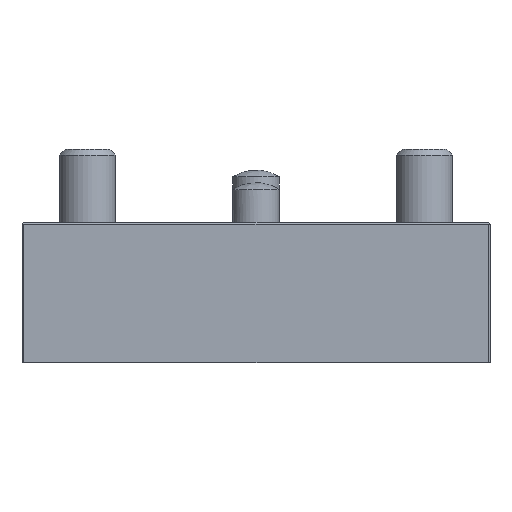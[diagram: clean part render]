
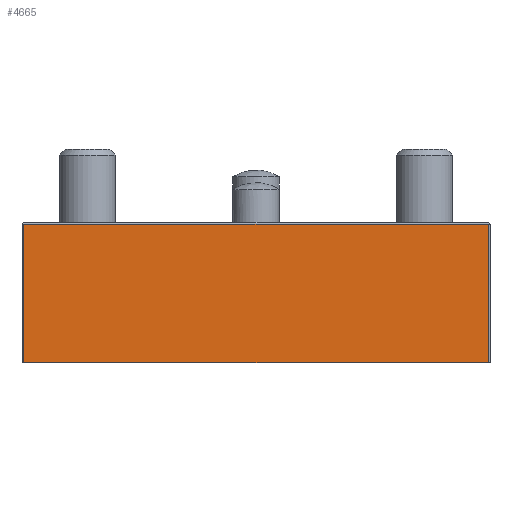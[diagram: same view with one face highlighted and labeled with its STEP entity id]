
A CAD part, left-side view. The second image highlights one B-rep face of the part: STEP entity #4665.
In plain terms, the highlighted planar face has unit normal (-1, 0, 0).
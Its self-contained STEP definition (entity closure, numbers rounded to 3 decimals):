
#271=LINE('',#7198,#504);
#272=LINE('',#7201,#505);
#273=LINE('',#7203,#506);
#274=LINE('',#7205,#507);
#504=VECTOR('',#5749,1000.);
#505=VECTOR('',#5750,1000.);
#506=VECTOR('',#5751,1000.);
#507=VECTOR('',#5752,1000.);
#621=PLANE('',#4963);
#1341=ORIENTED_EDGE('',*,*,#1883,.F.);
#1342=ORIENTED_EDGE('',*,*,#1884,.T.);
#1343=ORIENTED_EDGE('',*,*,#1885,.F.);
#1344=ORIENTED_EDGE('',*,*,#1886,.F.);
#1883=EDGE_CURVE('',#2194,#2195,#271,.T.);
#1884=EDGE_CURVE('',#2194,#2196,#272,.T.);
#1885=EDGE_CURVE('',#2197,#2196,#273,.F.);
#1886=EDGE_CURVE('',#2195,#2197,#274,.T.);
#2194=VERTEX_POINT('',#7199);
#2195=VERTEX_POINT('',#7200);
#2196=VERTEX_POINT('',#7202);
#2197=VERTEX_POINT('',#7204);
#2577=EDGE_LOOP('',(#1341,#1342,#1343,#1344));
#2882=FACE_BOUND('',#2577,.T.);
#4665=ADVANCED_FACE('',(#2882),#621,.T.);
#4963=AXIS2_PLACEMENT_3D('',#7197,#5747,#5748);
#5747=DIRECTION('',(-1.,0.,0.));
#5748=DIRECTION('',(0.,0.,1.));
#5749=DIRECTION('',(0.,0.,-1.));
#5750=DIRECTION('',(0.,1.,0.));
#5751=DIRECTION('',(0.,0.,-1.));
#5752=DIRECTION('',(0.,1.,0.));
#7197=CARTESIAN_POINT('',(-25.,-25.,0.));
#7198=CARTESIAN_POINT('',(-25.,-24.8,0.));
#7199=CARTESIAN_POINT('',(-25.,-24.8,17.1));
#7200=CARTESIAN_POINT('',(-25.,-24.8,2.3));
#7201=CARTESIAN_POINT('',(-25.,-25.,17.1));
#7202=CARTESIAN_POINT('',(-25.,24.8,17.1));
#7203=CARTESIAN_POINT('',(-25.,24.8,0.));
#7204=CARTESIAN_POINT('',(-25.,24.8,2.3));
#7205=CARTESIAN_POINT('',(-25.,-25.,2.3));
